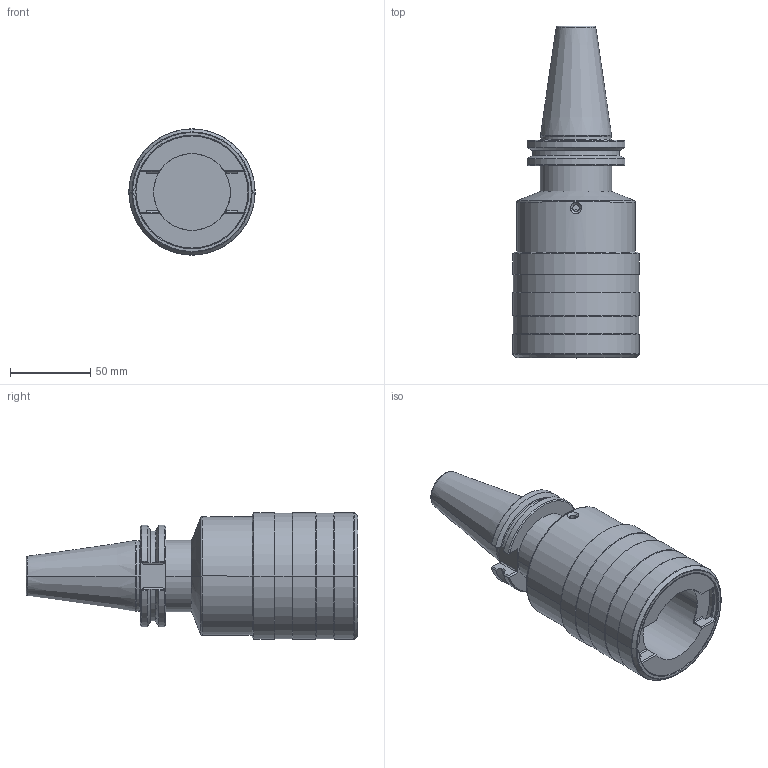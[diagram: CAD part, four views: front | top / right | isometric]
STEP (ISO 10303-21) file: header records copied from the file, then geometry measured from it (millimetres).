
FILE_DESCRIPTION((''),'2;1');
FILE_NAME('32800-40CAT','2021-06-22T09:18:03',('046'),(''),'CREO PARAMETRIC BY PTC INC, 2019352','CREO PARAMETRIC BY PTC INC, 2019352','');
FILE_SCHEMA(('CONFIG_CONTROL_DESIGN'));
Length unit declared in the file: millimetre
Products named in the file (1): 32800-40CAT
Bounding box: 79 x 207.3 x 79 mm (x, y, z)
Volume: 502490.4 mm3; surface area: 62939.1 mm2
Topology: 1 solids, 1 shells, 170 faces, 435 edges, 266 vertices
Faces by surface type: cylinder 60, plane 50, cone 37, torus 17, bspline 6
Entity records: 5855 total; most frequent: CARTESIAN_POINT 1794, ORIENTED_EDGE 866, DIRECTION 817, EDGE_CURVE 433, AXIS2_PLACEMENT_3D 315, VERTEX_POINT 266, VECTOR 187, LINE 187
